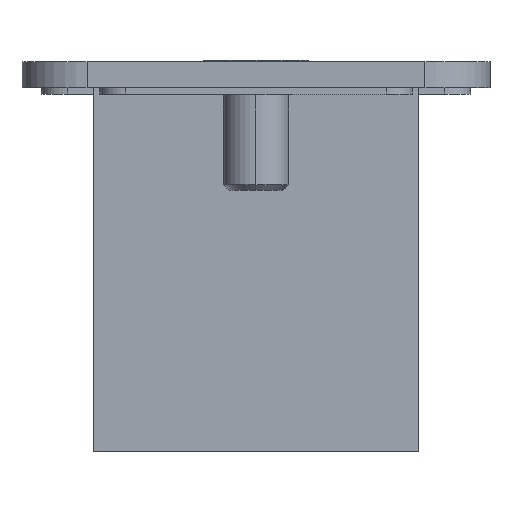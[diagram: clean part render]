
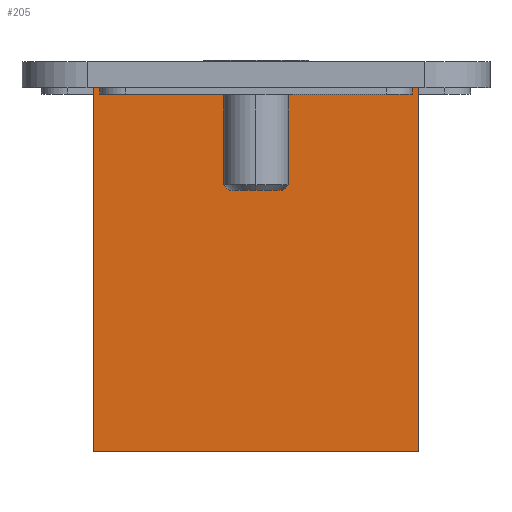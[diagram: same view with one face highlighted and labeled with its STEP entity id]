
A CAD part, left-side view. The second image highlights one B-rep face of the part: STEP entity #205.
In plain terms, the highlighted planar face has unit normal (-1, 0, 0).
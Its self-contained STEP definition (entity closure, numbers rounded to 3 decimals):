
#130 = EDGE_CURVE ( 'NONE', #131, #215, #1201, .T. ) ;
#131 = VERTEX_POINT ( 'NONE', #1197 ) ;
#145 = EDGE_LOOP ( 'NONE', ( #206, #210, #213, #216, #190, #193, #196, #199 ) ) ;
#190 = ORIENTED_EDGE ( 'NONE', *, *, #191, .F. ) ;
#191 = EDGE_CURVE ( 'NONE', #192, #131, #1286, .T. ) ;
#192 = VERTEX_POINT ( 'NONE', #1346 ) ;
#193 = ORIENTED_EDGE ( 'NONE', *, *, #194, .T. ) ;
#194 = EDGE_CURVE ( 'NONE', #192, #195, #1345, .T. ) ;
#195 = VERTEX_POINT ( 'NONE', #1341 ) ;
#196 = ORIENTED_EDGE ( 'NONE', *, *, #197, .T. ) ;
#197 = EDGE_CURVE ( 'NONE', #195, #198, #1340, .T. ) ;
#198 = VERTEX_POINT ( 'NONE', #1336 ) ;
#199 = ORIENTED_EDGE ( 'NONE', *, *, #200, .F. ) ;
#200 = EDGE_CURVE ( 'NONE', #209, #198, #1335, .T. ) ;
#205 = ADVANCED_FACE ( 'NONE', ( #1321 ), #1319, .T. ) ;
#206 = ORIENTED_EDGE ( 'NONE', *, *, #207, .F. ) ;
#207 = EDGE_CURVE ( 'NONE', #208, #209, #1314, .T. ) ;
#208 = VERTEX_POINT ( 'NONE', #1378 ) ;
#209 = VERTEX_POINT ( 'NONE', #1377 ) ;
#210 = ORIENTED_EDGE ( 'NONE', *, *, #211, .T. ) ;
#211 = EDGE_CURVE ( 'NONE', #208, #212, #1376, .T. ) ;
#212 = VERTEX_POINT ( 'NONE', #1372 ) ;
#213 = ORIENTED_EDGE ( 'NONE', *, *, #214, .T. ) ;
#214 = EDGE_CURVE ( 'NONE', #212, #215, #1371, .T. ) ;
#215 = VERTEX_POINT ( 'NONE', #1367 ) ;
#216 = ORIENTED_EDGE ( 'NONE', *, *, #130, .F. ) ;
#1197 = CARTESIAN_POINT ( 'NONE',  ( -20., 12.5, 0. ) ) ;
#1198 = DIRECTION ( 'NONE',  ( 0., -1., 0. ) ) ;
#1199 = VECTOR ( 'NONE', #1198, 1000. ) ;
#1200 = CARTESIAN_POINT ( 'NONE',  ( -20., 12.5, 0. ) ) ;
#1201 = LINE ( 'NONE', #1200, #1199 ) ;
#1283 = DIRECTION ( 'NONE',  ( 0., 0., 1. ) ) ;
#1284 = VECTOR ( 'NONE', #1283, 1000. ) ;
#1285 = CARTESIAN_POINT ( 'NONE',  ( -20., 12.5, -28. ) ) ;
#1286 = LINE ( 'NONE', #1285, #1284 ) ;
#1314 = LINE ( 'NONE', #1320, #1380 ) ;
#1315 = DIRECTION ( 'NONE',  ( 0., -1., 0. ) ) ;
#1316 = DIRECTION ( 'NONE',  ( -1., 0., 0. ) ) ;
#1317 = CARTESIAN_POINT ( 'NONE',  ( -20., 12.5, -28. ) ) ;
#1318 = AXIS2_PLACEMENT_3D ( 'NONE', #1317, #1316, #1315 ) ;
#1319 = PLANE ( 'NONE',  #1318 ) ;
#1320 = CARTESIAN_POINT ( 'NONE',  ( -20., -12., -0.5 ) ) ;
#1321 = FACE_OUTER_BOUND ( 'NONE', #145, .T. ) ;
#1332 = DIRECTION ( 'NONE',  ( 0., -1., 0. ) ) ;
#1333 = VECTOR ( 'NONE', #1332, 1000. ) ;
#1334 = CARTESIAN_POINT ( 'NONE',  ( -20., 12.5, 0. ) ) ;
#1335 = LINE ( 'NONE', #1334, #1333 ) ;
#1336 = CARTESIAN_POINT ( 'NONE',  ( -20., -12.5, 0. ) ) ;
#1337 = DIRECTION ( 'NONE',  ( 0., 0., 1. ) ) ;
#1338 = VECTOR ( 'NONE', #1337, 1000. ) ;
#1339 = CARTESIAN_POINT ( 'NONE',  ( -20., -12.5, -28. ) ) ;
#1340 = LINE ( 'NONE', #1339, #1338 ) ;
#1341 = CARTESIAN_POINT ( 'NONE',  ( -20., -12.5, -28. ) ) ;
#1342 = DIRECTION ( 'NONE',  ( 0., -1., 0. ) ) ;
#1343 = VECTOR ( 'NONE', #1342, 1000. ) ;
#1344 = CARTESIAN_POINT ( 'NONE',  ( -20., 12.5, -28. ) ) ;
#1345 = LINE ( 'NONE', #1344, #1343 ) ;
#1346 = CARTESIAN_POINT ( 'NONE',  ( -20., 12.5, -28. ) ) ;
#1367 = CARTESIAN_POINT ( 'NONE',  ( -20., 12., 0. ) ) ;
#1368 = DIRECTION ( 'NONE',  ( 0., 0., 1. ) ) ;
#1369 = VECTOR ( 'NONE', #1368, 1000. ) ;
#1370 = CARTESIAN_POINT ( 'NONE',  ( -20., 12., -0.5 ) ) ;
#1371 = LINE ( 'NONE', #1370, #1369 ) ;
#1372 = CARTESIAN_POINT ( 'NONE',  ( -20., 12., -0.5 ) ) ;
#1373 = DIRECTION ( 'NONE',  ( 0., 1., 0. ) ) ;
#1374 = VECTOR ( 'NONE', #1373, 1000. ) ;
#1375 = CARTESIAN_POINT ( 'NONE',  ( -20., 12., -0.5 ) ) ;
#1376 = LINE ( 'NONE', #1375, #1374 ) ;
#1377 = CARTESIAN_POINT ( 'NONE',  ( -20., -12., 0. ) ) ;
#1378 = CARTESIAN_POINT ( 'NONE',  ( -20., -12., -0.5 ) ) ;
#1379 = DIRECTION ( 'NONE',  ( 0., 0., 1. ) ) ;
#1380 = VECTOR ( 'NONE', #1379, 1000. ) ;
